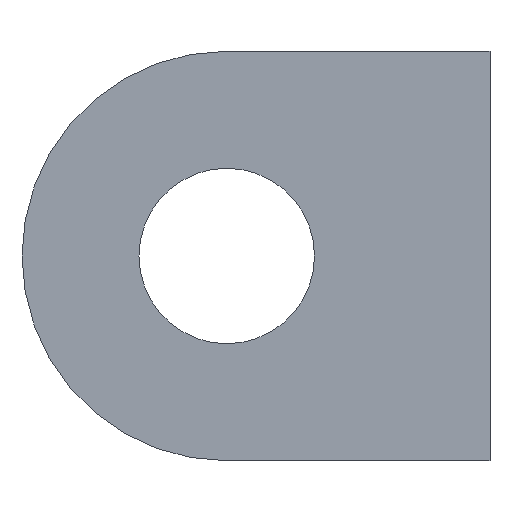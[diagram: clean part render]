
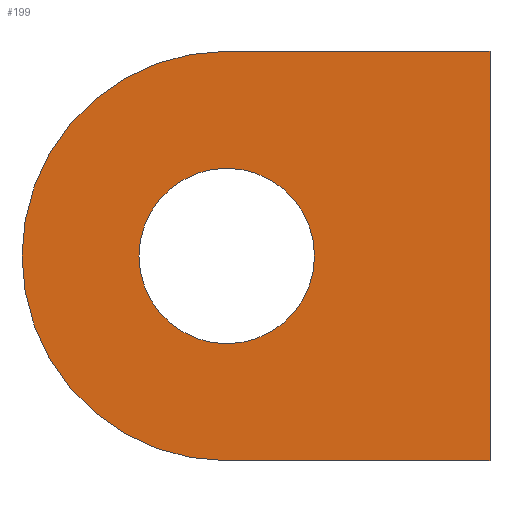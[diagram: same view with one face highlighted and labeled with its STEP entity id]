
A CAD part, front view. The second image highlights one B-rep face of the part: STEP entity #199.
In plain terms, the highlighted planar face has unit normal (0, -1, 0).
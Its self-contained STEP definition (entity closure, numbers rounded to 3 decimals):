
#126=CARTESIAN_POINT('Axis2P3D Location',(0.,-20.,0.)) ;
#131=CARTESIAN_POINT('Axis2P3D Location',(-6.,-20.,0.)) ;
#135=CARTESIAN_POINT('Vertex',(-13.,-20.,0.)) ;
#137=CARTESIAN_POINT('Vertex',(-6.,-20.,7.)) ;
#140=CARTESIAN_POINT('Axis2P3D Location',(-6.,-20.,0.)) ;
#144=CARTESIAN_POINT('Vertex',(-6.,-20.,-7.)) ;
#147=CARTESIAN_POINT('Line Origine',(-1.5,-20.,-7.)) ;
#151=CARTESIAN_POINT('Vertex',(3.,-20.,-7.)) ;
#154=CARTESIAN_POINT('Line Origine',(3.,-20.,-3.5)) ;
#158=CARTESIAN_POINT('Vertex',(3.,-20.,0.)) ;
#161=CARTESIAN_POINT('Line Origine',(3.,-20.,3.5)) ;
#165=CARTESIAN_POINT('Vertex',(3.,-20.,7.)) ;
#168=CARTESIAN_POINT('Line Origine',(-1.5,-20.,7.)) ;
#181=CARTESIAN_POINT('Axis2P3D Location',(-6.,-20.,0.)) ;
#185=CARTESIAN_POINT('Vertex',(-9.,-20.,0.)) ;
#187=CARTESIAN_POINT('Vertex',(-3.,-20.,0.)) ;
#190=CARTESIAN_POINT('Axis2P3D Location',(-6.,-20.,0.)) ;
#127=DIRECTION('Axis2P3D Direction',(0.,1.,0.)) ;
#128=DIRECTION('Axis2P3D XDirection',(0.,0.,1.)) ;
#132=DIRECTION('Axis2P3D Direction',(0.,1.,0.)) ;
#141=DIRECTION('Axis2P3D Direction',(0.,1.,0.)) ;
#148=DIRECTION('Vector Direction',(-1.,0.,0.)) ;
#155=DIRECTION('Vector Direction',(0.,0.,-1.)) ;
#162=DIRECTION('Vector Direction',(0.,0.,1.)) ;
#169=DIRECTION('Vector Direction',(1.,0.,0.)) ;
#182=DIRECTION('Axis2P3D Direction',(0.,1.,0.)) ;
#191=DIRECTION('Axis2P3D Direction',(0.,1.,0.)) ;
#129=AXIS2_PLACEMENT_3D('Plane Axis2P3D',#126,#127,#128) ;
#133=AXIS2_PLACEMENT_3D('Circle Axis2P3D',#131,#132,$) ;
#142=AXIS2_PLACEMENT_3D('Circle Axis2P3D',#140,#141,$) ;
#183=AXIS2_PLACEMENT_3D('Circle Axis2P3D',#181,#182,$) ;
#192=AXIS2_PLACEMENT_3D('Circle Axis2P3D',#190,#191,$) ;
#174=ORIENTED_EDGE('',*,*,#139,.F.) ;
#175=ORIENTED_EDGE('',*,*,#146,.F.) ;
#176=ORIENTED_EDGE('',*,*,#153,.F.) ;
#177=ORIENTED_EDGE('',*,*,#160,.F.) ;
#178=ORIENTED_EDGE('',*,*,#167,.F.) ;
#179=ORIENTED_EDGE('',*,*,#172,.F.) ;
#196=ORIENTED_EDGE('',*,*,#189,.T.) ;
#197=ORIENTED_EDGE('',*,*,#194,.T.) ;
#198=FACE_BOUND('',#195,.T.) ;
#149=VECTOR('Line Direction',#148,1.) ;
#156=VECTOR('Line Direction',#155,1.) ;
#163=VECTOR('Line Direction',#162,1.) ;
#170=VECTOR('Line Direction',#169,1.) ;
#199=ADVANCED_FACE('',(#180,#198),#130,.F.) ;
#134=CIRCLE('generated circle',#133,7.) ;
#143=CIRCLE('generated circle',#142,7.) ;
#184=CIRCLE('generated circle',#183,3.) ;
#193=CIRCLE('generated circle',#192,3.) ;
#139=EDGE_CURVE('',#136,#138,#134,.T.) ;
#146=EDGE_CURVE('',#145,#136,#143,.T.) ;
#153=EDGE_CURVE('',#152,#145,#150,.T.) ;
#160=EDGE_CURVE('',#159,#152,#157,.T.) ;
#167=EDGE_CURVE('',#166,#159,#164,.F.) ;
#172=EDGE_CURVE('',#138,#166,#171,.T.) ;
#189=EDGE_CURVE('',#186,#188,#184,.T.) ;
#194=EDGE_CURVE('',#188,#186,#193,.T.) ;
#173=EDGE_LOOP('',(#174,#175,#176,#177,#178,#179)) ;
#195=EDGE_LOOP('',(#196,#197)) ;
#180=FACE_OUTER_BOUND('',#173,.T.) ;
#150=LINE('Line',#147,#149) ;
#157=LINE('Line',#154,#156) ;
#164=LINE('Line',#161,#163) ;
#171=LINE('Line',#168,#170) ;
#130=PLANE('Plane',#129) ;
#136=VERTEX_POINT('',#135) ;
#138=VERTEX_POINT('',#137) ;
#145=VERTEX_POINT('',#144) ;
#152=VERTEX_POINT('',#151) ;
#159=VERTEX_POINT('',#158) ;
#166=VERTEX_POINT('',#165) ;
#186=VERTEX_POINT('',#185) ;
#188=VERTEX_POINT('',#187) ;
